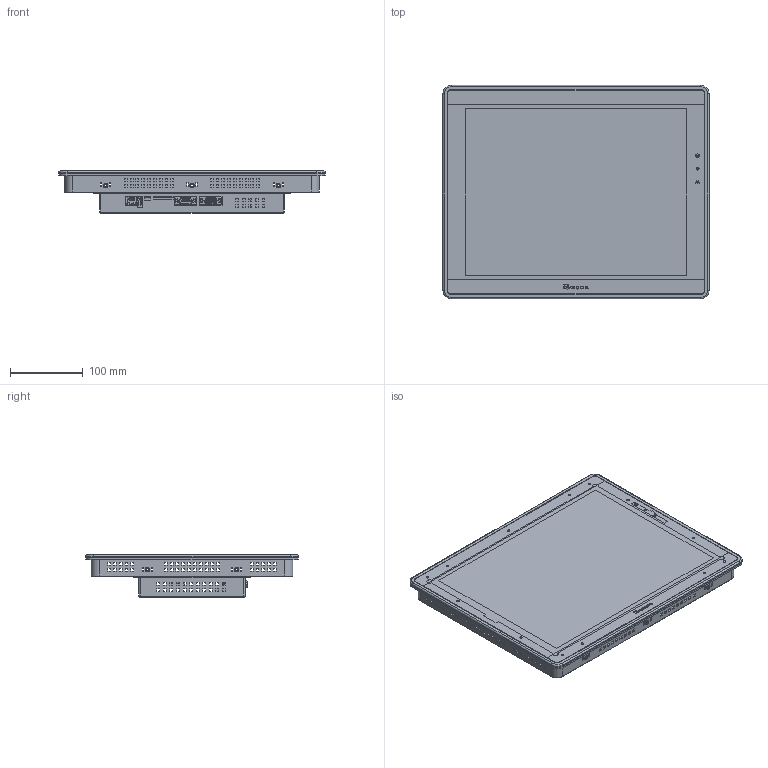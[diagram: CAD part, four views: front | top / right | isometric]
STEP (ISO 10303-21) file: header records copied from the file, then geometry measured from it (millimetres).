
FILE_DESCRIPTION (( 'STEP AP203' ), '1' );
FILE_NAME ('MT8150XE_.STEP', '2017-07-31T09:21:49', ( 'annayang' ), ( '' ), 'SwSTEP 2.0', 'SolidWorks 2011', '' );
FILE_SCHEMA (( 'CONFIG_CONTROL_DESIGN' ));
Products named in the file (1): MT8150XE_
Bounding box: 366 x 293 x 58.03 mm (x, y, z)
Surface area: 560502.5 mm2 (no closed solid volume)
Topology: 0 solids, 51 shells, 1535 faces, 5826 edges, 4279 vertices
Faces by surface type: plane 1271, cylinder 158, cone 76, sphere 16, torus 8, bspline 6
Entity records: 61462 total; most frequent: CARTESIAN_POINT 12694, DIRECTION 9373, ORIENTED_EDGE 8943, EDGE_CURVE 5798, VECTOR 5007, LINE 5007, VERTEX_POINT 4267, AXIS2_PLACEMENT_3D 2183
